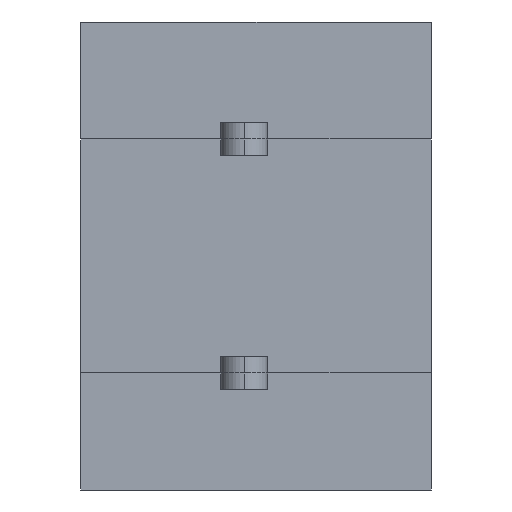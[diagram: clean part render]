
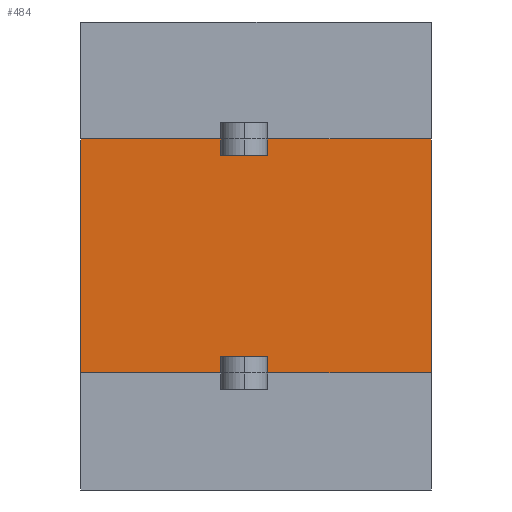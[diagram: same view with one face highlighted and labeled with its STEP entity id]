
A CAD part, front view. The second image highlights one B-rep face of the part: STEP entity #484.
In plain terms, the highlighted planar face has unit normal (0, -1, 0).
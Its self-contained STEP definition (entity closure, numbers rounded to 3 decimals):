
#484=ADVANCED_FACE('',(#1107),#1108,.T.);
#1107=FACE_OUTER_BOUND('',#1874,.T.);
#1108=PLANE('',#1875);
#1874=EDGE_LOOP('',(#3329,#3330,#3331,#3332,#3333,#3334,#3335,#3336,#3337,#3338,#3339,#3340));
#1875=AXIS2_PLACEMENT_3D('',#3341,#3342,#3343);
#3329=ORIENTED_EDGE('',*,*,#5266,.F.);
#3330=ORIENTED_EDGE('',*,*,#5277,.F.);
#3331=ORIENTED_EDGE('',*,*,#5280,.T.);
#3332=ORIENTED_EDGE('',*,*,#5281,.F.);
#3333=ORIENTED_EDGE('',*,*,#5282,.T.);
#3334=ORIENTED_EDGE('',*,*,#5258,.F.);
#3335=ORIENTED_EDGE('',*,*,#5255,.F.);
#3336=ORIENTED_EDGE('',*,*,#5263,.F.);
#3337=ORIENTED_EDGE('',*,*,#5283,.T.);
#3338=ORIENTED_EDGE('',*,*,#5250,.F.);
#3339=ORIENTED_EDGE('',*,*,#5284,.T.);
#3340=ORIENTED_EDGE('',*,*,#5273,.F.);
#3341=CARTESIAN_POINT('',(-9.,0.,-5.0));
#3342=DIRECTION('',(0.0,-1.0,0.0));
#3343=DIRECTION('',(0.0,0.0,-1.0));
#5250=EDGE_CURVE('',#6492,#6490,#6494,.T.);
#5255=EDGE_CURVE('',#6500,#6496,#6502,.T.);
#5258=EDGE_CURVE('',#6496,#6504,#6506,.T.);
#5263=EDGE_CURVE('',#6512,#6500,#6513,.T.);
#5266=EDGE_CURVE('',#6516,#6517,#6518,.T.);
#5273=EDGE_CURVE('',#6517,#6524,#6528,.T.);
#5277=EDGE_CURVE('',#6532,#6516,#6533,.T.);
#5280=EDGE_CURVE('',#6532,#6536,#6537,.T.);
#5281=EDGE_CURVE('',#6538,#6536,#6539,.T.);
#5282=EDGE_CURVE('',#6538,#6504,#6540,.T.);
#5283=EDGE_CURVE('',#6512,#6490,#6541,.T.);
#5284=EDGE_CURVE('',#6492,#6524,#6542,.T.);
#6490=VERTEX_POINT('',#8416);
#6492=VERTEX_POINT('',#8419);
#6494=LINE('',#8422,#8423);
#6496=VERTEX_POINT('',#8425);
#6500=VERTEX_POINT('',#8430);
#6502=LINE('',#8433,#8434);
#6504=VERTEX_POINT('',#8436);
#6506=LINE('',#8439,#8440);
#6512=VERTEX_POINT('',#8447);
#6513=LINE('',#8448,#8449);
#6516=VERTEX_POINT('',#8453);
#6517=VERTEX_POINT('',#8454);
#6518=LINE('',#8455,#8456);
#6524=VERTEX_POINT('',#8464);
#6528=LINE('',#8470,#8471);
#6532=VERTEX_POINT('',#8475);
#6533=LINE('',#8476,#8477);
#6536=VERTEX_POINT('',#8481);
#6537=LINE('',#8482,#8483);
#6538=VERTEX_POINT('',#8484);
#6539=LINE('',#8485,#8486);
#6540=LINE('',#8487,#8488);
#6541=LINE('',#8489,#8490);
#6542=LINE('',#8491,#8492);
#8416=CARTESIAN_POINT('',(-7.5,0.,-2.5));
#8419=CARTESIAN_POINT('',(-7.5,0.,-7.5));
#8422=CARTESIAN_POINT('',(-7.5,0.,-5.0));
#8423=VECTOR('',#10141,1000.0);
#8425=CARTESIAN_POINT('',(-3.5,0.,-2.85));
#8430=CARTESIAN_POINT('',(-4.5,0.,-2.85));
#8433=CARTESIAN_POINT('',(-78.426,0.,-2.85));
#8434=VECTOR('',#10147,1000.0);
#8436=CARTESIAN_POINT('',(-3.5,0.,-2.5));
#8439=CARTESIAN_POINT('',(-3.5,0.,0.0));
#8440=VECTOR('',#10149,1000.0);
#8447=CARTESIAN_POINT('',(-4.5,0.,-2.5));
#8448=CARTESIAN_POINT('',(-4.5,0.,0.0));
#8449=VECTOR('',#10154,1000.0);
#8453=CARTESIAN_POINT('',(-3.5,0.,-7.15));
#8454=CARTESIAN_POINT('',(-4.5,0.,-7.15));
#8455=CARTESIAN_POINT('',(-78.426,0.,-7.15));
#8456=VECTOR('',#10156,1000.0);
#8464=CARTESIAN_POINT('',(-4.5,0.,-7.5));
#8470=CARTESIAN_POINT('',(-4.5,0.,-5.));
#8471=VECTOR('',#10164,1000.0);
#8475=CARTESIAN_POINT('',(-3.5,0.,-7.5));
#8476=CARTESIAN_POINT('',(-3.5,0.,-5.));
#8477=VECTOR('',#10168,1000.0);
#8481=CARTESIAN_POINT('',(0.,0.,-7.5));
#8482=CARTESIAN_POINT('',(-4.,0.,-7.5));
#8483=VECTOR('',#10170,1000.0);
#8484=CARTESIAN_POINT('',(0.,0.,-2.5));
#8485=CARTESIAN_POINT('',(0.,0.,5.));
#8486=VECTOR('',#10171,1000.0);
#8487=CARTESIAN_POINT('',(-4.,0.,-2.5));
#8488=VECTOR('',#10172,1000.0);
#8489=CARTESIAN_POINT('',(-4.,0.,-2.5));
#8490=VECTOR('',#10173,1000.0);
#8491=CARTESIAN_POINT('',(-4.,0.,-7.5));
#8492=VECTOR('',#10174,1000.0);
#10141=DIRECTION('',(0.0,0.0,1.0));
#10147=DIRECTION('',(1.0,0.0,0.0));
#10149=DIRECTION('',(0.0,0.0,1.0));
#10154=DIRECTION('',(0.0,0.0,-1.0));
#10156=DIRECTION('',(-1.0,0.0,0.0));
#10164=DIRECTION('',(0.0,0.0,-1.0));
#10168=DIRECTION('',(0.0,0.0,1.0));
#10170=DIRECTION('',(1.0,0.0,0.0));
#10171=DIRECTION('',(0.0,0.0,-1.0));
#10172=DIRECTION('',(-1.0,0.0,0.0));
#10173=DIRECTION('',(-1.0,0.0,0.0));
#10174=DIRECTION('',(1.0,0.0,0.0));
